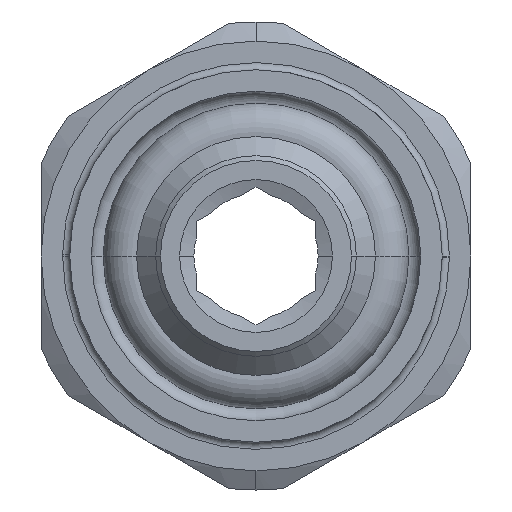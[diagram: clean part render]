
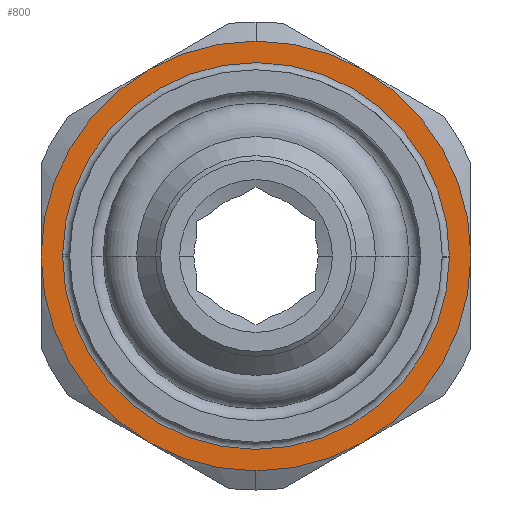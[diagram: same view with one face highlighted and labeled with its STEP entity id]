
A CAD part, front view. The second image highlights one B-rep face of the part: STEP entity #800.
In plain terms, the highlighted planar face has unit normal (0, -1, 0).
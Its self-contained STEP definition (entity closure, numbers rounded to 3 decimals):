
#800=ADVANCED_FACE('',(#2163,#2164),#2165,.T.);
#2163=FACE_OUTER_BOUND('',#5284,.T.);
#2164=FACE_BOUND('',#5285,.T.);
#2165=PLANE('',#5286);
#5284=EDGE_LOOP('',(#10490,#10491,#10492,#10493,#10494,#10495,#10496,#10497));
#5285=EDGE_LOOP('',(#10498,#10499,#10500,#10501));
#5286=AXIS2_PLACEMENT_3D('',#10502,#10503,#10504);
#10490=ORIENTED_EDGE('',*,*,#13104,.T.);
#10491=ORIENTED_EDGE('',*,*,#13105,.T.);
#10492=ORIENTED_EDGE('',*,*,#13106,.T.);
#10493=ORIENTED_EDGE('',*,*,#13087,.T.);
#10494=ORIENTED_EDGE('',*,*,#13107,.T.);
#10495=ORIENTED_EDGE('',*,*,#13108,.T.);
#10496=ORIENTED_EDGE('',*,*,#13089,.T.);
#10497=ORIENTED_EDGE('',*,*,#13109,.T.);
#10498=ORIENTED_EDGE('',*,*,#13043,.F.);
#10499=ORIENTED_EDGE('',*,*,#13103,.F.);
#10500=ORIENTED_EDGE('',*,*,#13095,.F.);
#10501=ORIENTED_EDGE('',*,*,#13110,.F.);
#10502=CARTESIAN_POINT('',(0.0,1.5,0.0));
#10503=DIRECTION('',(0.0,-1.0,0.0));
#10504=DIRECTION('',(0.0,0.0,-1.0));
#13043=EDGE_CURVE('',#15882,#15878,#15884,.T.);
#13087=EDGE_CURVE('',#15966,#15970,#15972,.T.);
#13089=EDGE_CURVE('',#15976,#15973,#15977,.T.);
#13095=EDGE_CURVE('',#15986,#15982,#15988,.T.);
#13103=EDGE_CURVE('',#15982,#15882,#16000,.T.);
#13104=EDGE_CURVE('',#16001,#16002,#16003,.T.);
#13105=EDGE_CURVE('',#16002,#16004,#16005,.T.);
#13106=EDGE_CURVE('',#16004,#15966,#16006,.T.);
#13107=EDGE_CURVE('',#15970,#16007,#16008,.T.);
#13108=EDGE_CURVE('',#16007,#15976,#16009,.T.);
#13109=EDGE_CURVE('',#15973,#16001,#16010,.T.);
#13110=EDGE_CURVE('',#15878,#15986,#16011,.T.);
#15878=VERTEX_POINT('',#21628);
#15882=VERTEX_POINT('',#21632);
#15884=CIRCLE('',#21634,4.05);
#15966=VERTEX_POINT('',#21734);
#15970=VERTEX_POINT('',#21739);
#15972=CIRCLE('',#21747,4.5);
#15973=VERTEX_POINT('',#21748);
#15976=VERTEX_POINT('',#21752);
#15977=CIRCLE('',#21753,4.5);
#15982=VERTEX_POINT('',#21764);
#15986=VERTEX_POINT('',#21768);
#15988=CIRCLE('',#21770,4.05);
#16000=CIRCLE('',#21784,4.05);
#16001=VERTEX_POINT('',#21785);
#16002=VERTEX_POINT('',#21786);
#16003=CIRCLE('',#21787,4.5);
#16004=VERTEX_POINT('',#21788);
#16005=CIRCLE('',#21789,4.5);
#16006=CIRCLE('',#21790,4.5);
#16007=VERTEX_POINT('',#21791);
#16008=CIRCLE('',#21792,4.5);
#16009=CIRCLE('',#21793,4.5);
#16010=CIRCLE('',#21794,4.5);
#16011=CIRCLE('',#21795,4.05);
#21628=CARTESIAN_POINT('',(4.05,1.5,-0.032));
#21632=CARTESIAN_POINT('',(-4.05,1.5,0.0));
#21634=AXIS2_PLACEMENT_3D('',#24438,#24439,#24440);
#21734=CARTESIAN_POINT('',(0.,1.5,4.5));
#21739=CARTESIAN_POINT('',(-2.25,1.5,3.897));
#21747=AXIS2_PLACEMENT_3D('',#24547,#24548,#24549);
#21748=CARTESIAN_POINT('',(0.,1.5,-4.5));
#21752=CARTESIAN_POINT('',(-2.25,1.5,-3.897));
#21753=AXIS2_PLACEMENT_3D('',#24551,#24552,#24553);
#21764=CARTESIAN_POINT('',(-4.05,1.5,0.032));
#21768=CARTESIAN_POINT('',(4.05,1.5,0.0));
#21770=AXIS2_PLACEMENT_3D('',#24566,#24567,#24568);
#21784=AXIS2_PLACEMENT_3D('',#24586,#24587,#24588);
#21785=CARTESIAN_POINT('',(2.25,1.5,-3.897));
#21786=CARTESIAN_POINT('',(4.5,1.5,0.));
#21787=AXIS2_PLACEMENT_3D('',#24589,#24590,#24591);
#21788=CARTESIAN_POINT('',(2.25,1.5,3.897));
#21789=AXIS2_PLACEMENT_3D('',#24592,#24593,#24594);
#21790=AXIS2_PLACEMENT_3D('',#24595,#24596,#24597);
#21791=CARTESIAN_POINT('',(-4.5,1.5,0.));
#21792=AXIS2_PLACEMENT_3D('',#24598,#24599,#24600);
#21793=AXIS2_PLACEMENT_3D('',#24601,#24602,#24603);
#21794=AXIS2_PLACEMENT_3D('',#24604,#24605,#24606);
#21795=AXIS2_PLACEMENT_3D('',#24607,#24608,#24609);
#24438=CARTESIAN_POINT('',(0.0,1.5,0.0));
#24439=DIRECTION('',(0.0,-1.0,0.0));
#24440=DIRECTION('',(-1.0,0.0,0.0));
#24547=CARTESIAN_POINT('',(0.0,1.5,0.0));
#24548=DIRECTION('',(0.0,-1.0,0.0));
#24549=DIRECTION('',(0.5,0.0,0.866));
#24551=CARTESIAN_POINT('',(0.0,1.5,0.0));
#24552=DIRECTION('',(0.0,-1.0,-0.0));
#24553=DIRECTION('',(-0.5,0.0,-0.866));
#24566=CARTESIAN_POINT('',(0.0,1.5,0.0));
#24567=DIRECTION('',(0.0,-1.0,0.0));
#24568=DIRECTION('',(1.0,0.0,0.0));
#24586=CARTESIAN_POINT('',(0.0,1.5,0.0));
#24587=DIRECTION('',(0.0,-1.0,0.0));
#24588=DIRECTION('',(1.0,0.0,0.0));
#24589=CARTESIAN_POINT('',(0.0,1.5,0.0));
#24590=DIRECTION('',(0.0,-1.0,0.0));
#24591=DIRECTION('',(0.5,0.0,-0.866));
#24592=CARTESIAN_POINT('',(0.0,1.5,0.0));
#24593=DIRECTION('',(0.0,-1.0,0.0));
#24594=DIRECTION('',(1.0,0.0,0.));
#24595=CARTESIAN_POINT('',(0.0,1.5,0.0));
#24596=DIRECTION('',(0.0,-1.0,0.0));
#24597=DIRECTION('',(0.5,0.0,0.866));
#24598=CARTESIAN_POINT('',(0.0,1.5,0.0));
#24599=DIRECTION('',(0.0,-1.0,0.0));
#24600=DIRECTION('',(-0.5,0.0,0.866));
#24601=CARTESIAN_POINT('',(0.0,1.5,0.0));
#24602=DIRECTION('',(0.0,-1.0,0.0));
#24603=DIRECTION('',(-1.0,0.0,0.));
#24604=CARTESIAN_POINT('',(0.0,1.5,0.0));
#24605=DIRECTION('',(0.0,-1.0,-0.0));
#24606=DIRECTION('',(-0.5,0.0,-0.866));
#24607=CARTESIAN_POINT('',(0.0,1.5,0.0));
#24608=DIRECTION('',(0.0,-1.0,0.0));
#24609=DIRECTION('',(-1.0,0.0,0.0));
